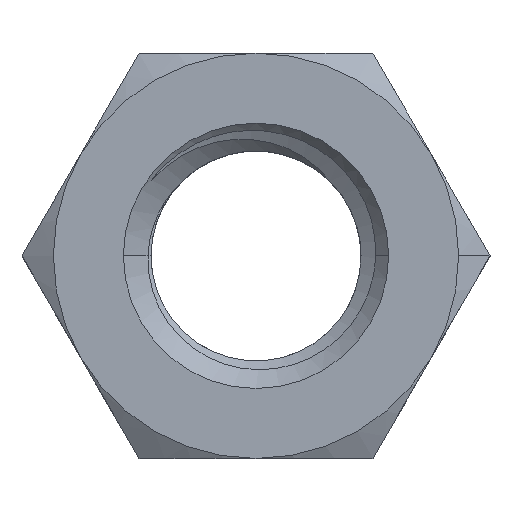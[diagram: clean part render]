
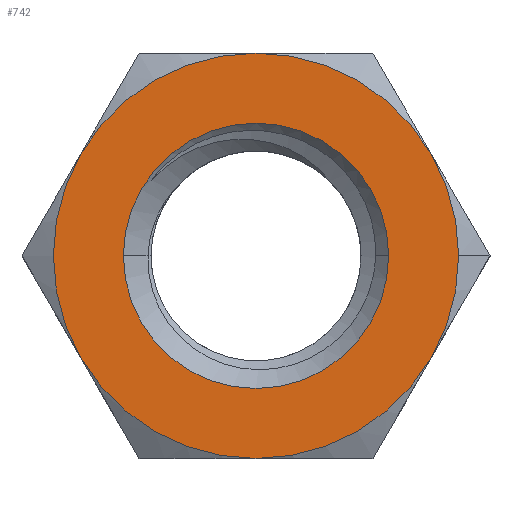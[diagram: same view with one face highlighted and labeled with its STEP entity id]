
A CAD part, top view. The second image highlights one B-rep face of the part: STEP entity #742.
In plain terms, the highlighted planar face has unit normal (0, 0, 1).
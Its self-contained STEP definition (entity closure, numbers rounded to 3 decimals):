
#28 = DIRECTION ( 'NONE',  ( 1., 0., 0. ) ) ;
#59 = VERTEX_POINT ( 'NONE', #95 ) ;
#95 = CARTESIAN_POINT ( 'NONE',  ( -7.2, 0., 11. ) ) ;
#191 = CIRCLE ( 'NONE', #1195, 11. ) ;
#226 = FACE_BOUND ( 'NONE', #546, .T. ) ;
#239 = EDGE_LOOP ( 'NONE', ( #1423, #258, #1655, #699, #1308, #2024, #1836 ) ) ;
#243 = AXIS2_PLACEMENT_3D ( 'NONE', #2135, #394, #1272 ) ;
#256 = CARTESIAN_POINT ( 'NONE',  ( 0., -11., 11. ) ) ;
#257 = DIRECTION ( 'NONE',  ( 0., 0., 1. ) ) ;
#258 = ORIENTED_EDGE ( 'NONE', *, *, #1400, .T. ) ;
#347 = CARTESIAN_POINT ( 'NONE',  ( 0., 0., 11. ) ) ;
#394 = DIRECTION ( 'NONE',  ( 0., 0., 1. ) ) ;
#431 = CARTESIAN_POINT ( 'NONE',  ( 0., 0., 11. ) ) ;
#458 = VERTEX_POINT ( 'NONE', #700 ) ;
#473 = CIRCLE ( 'NONE', #1609, 7.2 ) ;
#520 = DIRECTION ( 'NONE',  ( 0., 0., 1. ) ) ;
#526 = CARTESIAN_POINT ( 'NONE',  ( 9.526, 5.5, 11. ) ) ;
#546 = EDGE_LOOP ( 'NONE', ( #889, #860 ) ) ;
#572 = CARTESIAN_POINT ( 'NONE',  ( 0., 11., 11. ) ) ;
#681 = CARTESIAN_POINT ( 'NONE',  ( 0., 0., 11. ) ) ;
#699 = ORIENTED_EDGE ( 'NONE', *, *, #1221, .T. ) ;
#700 = CARTESIAN_POINT ( 'NONE',  ( -9.526, -5.5, 11. ) ) ;
#742 = ADVANCED_FACE ( 'NONE', ( #226, #946 ), #1863, .T. ) ;
#743 = CARTESIAN_POINT ( 'NONE',  ( 9.526, -5.5, 11. ) ) ;
#763 = CARTESIAN_POINT ( 'NONE',  ( 0., 0., 11. ) ) ;
#793 = DIRECTION ( 'NONE',  ( 0., 0., 1. ) ) ;
#848 = CARTESIAN_POINT ( 'NONE',  ( 0., 0., 11. ) ) ;
#860 = ORIENTED_EDGE ( 'NONE', *, *, #1522, .T. ) ;
#868 = DIRECTION ( 'NONE',  ( 1., 0., 0. ) ) ;
#876 = CARTESIAN_POINT ( 'NONE',  ( 11., 0., 11. ) ) ;
#880 = CARTESIAN_POINT ( 'NONE',  ( 0., 0., 11. ) ) ;
#889 = ORIENTED_EDGE ( 'NONE', *, *, #1503, .T. ) ;
#918 = CIRCLE ( 'NONE', #1039, 11. ) ;
#946 = FACE_OUTER_BOUND ( 'NONE', #239, .T. ) ;
#1011 = DIRECTION ( 'NONE',  ( 1., 0., 0. ) ) ;
#1022 = DIRECTION ( 'NONE',  ( 1., 0., 0. ) ) ;
#1039 = AXIS2_PLACEMENT_3D ( 'NONE', #2103, #1775, #1583 ) ;
#1056 = EDGE_CURVE ( 'NONE', #1658, #458, #191, .T. ) ;
#1077 = CIRCLE ( 'NONE', #243, 11. ) ;
#1086 = VERTEX_POINT ( 'NONE', #876 ) ;
#1155 = AXIS2_PLACEMENT_3D ( 'NONE', #1254, #1450, #1261 ) ;
#1156 = CIRCLE ( 'NONE', #1155, 11. ) ;
#1191 = VERTEX_POINT ( 'NONE', #743 ) ;
#1195 = AXIS2_PLACEMENT_3D ( 'NONE', #880, #1393, #28 ) ;
#1221 = EDGE_CURVE ( 'NONE', #1298, #1658, #918, .T. ) ;
#1254 = CARTESIAN_POINT ( 'NONE',  ( 0., 0., 11. ) ) ;
#1261 = DIRECTION ( 'NONE',  ( 1., 0., 0. ) ) ;
#1265 = VERTEX_POINT ( 'NONE', #1772 ) ;
#1272 = DIRECTION ( 'NONE',  ( 1., 0., 0. ) ) ;
#1298 = VERTEX_POINT ( 'NONE', #572 ) ;
#1308 = ORIENTED_EDGE ( 'NONE', *, *, #1056, .T. ) ;
#1323 = EDGE_CURVE ( 'NONE', #1487, #1298, #1077, .T. ) ;
#1348 = EDGE_CURVE ( 'NONE', #1191, #1086, #1953, .T. ) ;
#1367 = DIRECTION ( 'NONE',  ( 1., 0., 0. ) ) ;
#1380 = AXIS2_PLACEMENT_3D ( 'NONE', #347, #1713, #868 ) ;
#1393 = DIRECTION ( 'NONE',  ( 0., 0., 1. ) ) ;
#1400 = EDGE_CURVE ( 'NONE', #1086, #1487, #2181, .T. ) ;
#1412 = VERTEX_POINT ( 'NONE', #256 ) ;
#1423 = ORIENTED_EDGE ( 'NONE', *, *, #1348, .T. ) ;
#1450 = DIRECTION ( 'NONE',  ( 0., 0., 1. ) ) ;
#1466 = AXIS2_PLACEMENT_3D ( 'NONE', #763, #257, #1619 ) ;
#1487 = VERTEX_POINT ( 'NONE', #526 ) ;
#1503 = EDGE_CURVE ( 'NONE', #1265, #59, #1776, .T. ) ;
#1522 = EDGE_CURVE ( 'NONE', #59, #1265, #473, .T. ) ;
#1583 = DIRECTION ( 'NONE',  ( 1., 0., 0. ) ) ;
#1609 = AXIS2_PLACEMENT_3D ( 'NONE', #681, #1876, #1022 ) ;
#1619 = DIRECTION ( 'NONE',  ( 1., 0., 0. ) ) ;
#1624 = DIRECTION ( 'NONE',  ( 1., 0., 0. ) ) ;
#1646 = AXIS2_PLACEMENT_3D ( 'NONE', #848, #2206, #1011 ) ;
#1655 = ORIENTED_EDGE ( 'NONE', *, *, #1323, .T. ) ;
#1658 = VERTEX_POINT ( 'NONE', #1786 ) ;
#1713 = DIRECTION ( 'NONE',  ( 0., 0., -1. ) ) ;
#1739 = AXIS2_PLACEMENT_3D ( 'NONE', #1747, #520, #1367 ) ;
#1745 = EDGE_CURVE ( 'NONE', #458, #1412, #1856, .T. ) ;
#1747 = CARTESIAN_POINT ( 'NONE',  ( 0., 0., 11. ) ) ;
#1772 = CARTESIAN_POINT ( 'NONE',  ( 7.2, 0., 11. ) ) ;
#1775 = DIRECTION ( 'NONE',  ( 0., 0., 1. ) ) ;
#1776 = CIRCLE ( 'NONE', #1380, 7.2 ) ;
#1786 = CARTESIAN_POINT ( 'NONE',  ( -9.526, 5.5, 11. ) ) ;
#1836 = ORIENTED_EDGE ( 'NONE', *, *, #2022, .T. ) ;
#1856 = CIRCLE ( 'NONE', #1739, 11. ) ;
#1863 = PLANE ( 'NONE',  #1646 ) ;
#1876 = DIRECTION ( 'NONE',  ( 0., 0., -1. ) ) ;
#1953 = CIRCLE ( 'NONE', #1466, 11. ) ;
#2022 = EDGE_CURVE ( 'NONE', #1412, #1191, #1156, .T. ) ;
#2024 = ORIENTED_EDGE ( 'NONE', *, *, #1745, .T. ) ;
#2103 = CARTESIAN_POINT ( 'NONE',  ( 0., 0., 11. ) ) ;
#2107 = AXIS2_PLACEMENT_3D ( 'NONE', #431, #793, #1624 ) ;
#2135 = CARTESIAN_POINT ( 'NONE',  ( 0., 0., 11. ) ) ;
#2181 = CIRCLE ( 'NONE', #2107, 11. ) ;
#2206 = DIRECTION ( 'NONE',  ( 0., 0., 1. ) ) ;
